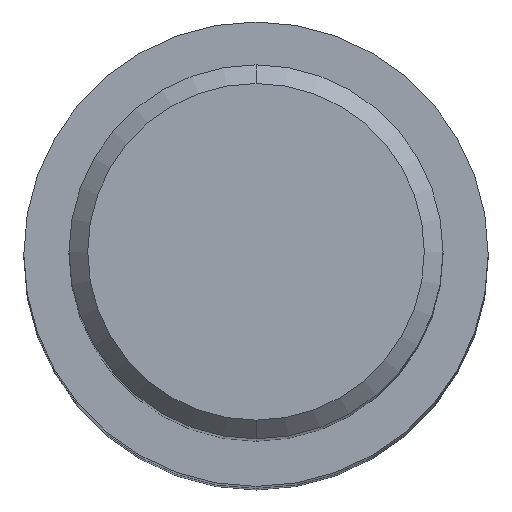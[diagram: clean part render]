
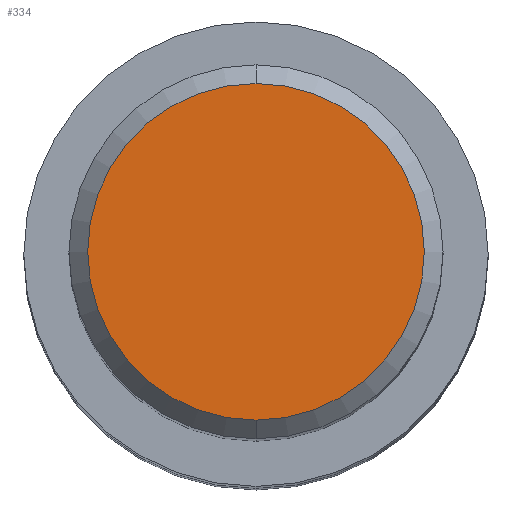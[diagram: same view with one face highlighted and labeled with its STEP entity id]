
A CAD part, top view. The second image highlights one B-rep face of the part: STEP entity #334.
In plain terms, the highlighted planar face has unit normal (0, 0, 1).
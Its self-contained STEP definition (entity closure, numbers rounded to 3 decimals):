
#186=EDGE_CURVE('',#354,#268,#482,.T.);
#268=VERTEX_POINT('',#574);
#292=EDGE_CURVE('',#268,#354,#599,.T.);
#334=ADVANCED_FACE('',(#647),#648,.T.);
#354=VERTEX_POINT('',#670);
#482=CIRCLE('',#850,5.4);
#574=CARTESIAN_POINT('',(0.0,5.4,0.0));
#599=CIRCLE('',#1123,5.4);
#647=FACE_OUTER_BOUND('',#1193,.T.);
#648=PLANE('',#1194);
#670=CARTESIAN_POINT('',(0.,-5.4,0.0));
#850=AXIS2_PLACEMENT_3D('',#1476,#1477,#1478);
#1123=AXIS2_PLACEMENT_3D('',#1621,#1622,#1623);
#1193=EDGE_LOOP('',(#1675,#1676));
#1194=AXIS2_PLACEMENT_3D('',#1677,#1678,#1679);
#1476=CARTESIAN_POINT('',(0.0,0.0,0.0));
#1477=DIRECTION('',(0.0,0.0,-1.0));
#1478=DIRECTION('',(0.0,1.0,0.0));
#1621=CARTESIAN_POINT('',(0.0,0.0,0.0));
#1622=DIRECTION('',(0.0,0.0,-1.0));
#1623=DIRECTION('',(0.0,1.0,0.0));
#1675=ORIENTED_EDGE('',*,*,#292,.F.);
#1676=ORIENTED_EDGE('',*,*,#186,.F.);
#1677=CARTESIAN_POINT('',(0.0,2.7,0.0));
#1678=DIRECTION('',(-0.0,0.0,1.0));
#1679=DIRECTION('',(0.0,-1.0,0.0));
